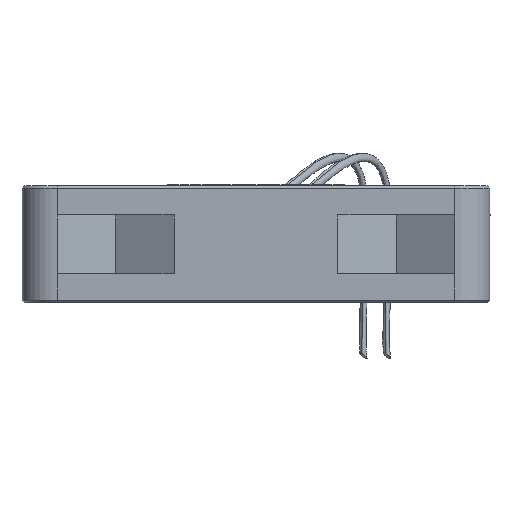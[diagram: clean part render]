
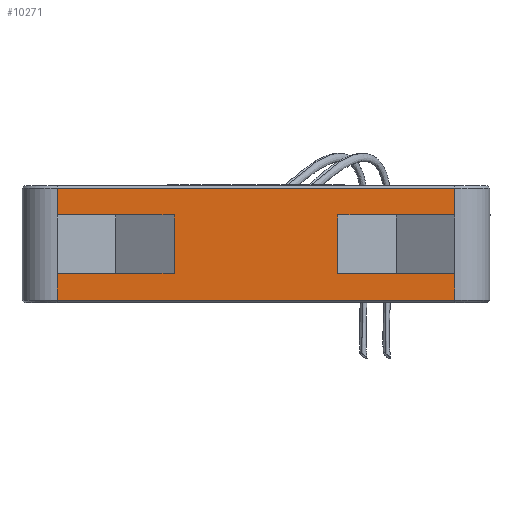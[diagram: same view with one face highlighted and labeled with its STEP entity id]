
A CAD part, left-side view. The second image highlights one B-rep face of the part: STEP entity #10271.
In plain terms, the highlighted planar face has unit normal (-1, 0, 0).
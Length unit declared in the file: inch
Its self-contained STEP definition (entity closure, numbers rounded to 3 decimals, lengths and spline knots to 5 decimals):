
#9 = CARTESIAN_POINT ( 'NONE',  ( -0.7874, -0.66929, 0.19685 ) ) ;
#26 = VERTEX_POINT ( 'NONE', #6306 ) ;
#188 = LINE ( 'NONE', #10478, #9297 ) ;
#386 = AXIS2_PLACEMENT_3D ( 'NONE', #12031, #5824, #7688 ) ;
#397 = EDGE_LOOP ( 'NONE', ( #5774, #12103, #2972, #817, #1578, #6703, #7070, #6619, #1291, #3727, #5806, #10515 ) ) ;
#543 = EDGE_CURVE ( 'NONE', #8872, #3245, #10479, .T. ) ;
#639 = LINE ( 'NONE', #7210, #2577 ) ;
#817 = ORIENTED_EDGE ( 'NONE', *, *, #5419, .F. ) ;
#957 = VECTOR ( 'NONE', #3957, 39.37008 ) ;
#1234 = EDGE_CURVE ( 'NONE', #11914, #3701, #11484, .T. ) ;
#1291 = ORIENTED_EDGE ( 'NONE', *, *, #2678, .T. ) ;
#1341 = DIRECTION ( 'NONE',  ( 0., -1., 0. ) ) ;
#1578 = ORIENTED_EDGE ( 'NONE', *, *, #11266, .T. ) ;
#1669 = CARTESIAN_POINT ( 'NONE',  ( -0.7874, 0.27559, -0.09843 ) ) ;
#1776 = CARTESIAN_POINT ( 'NONE',  ( -0.7874, 0.66929, 0.09843 ) ) ;
#1894 = VECTOR ( 'NONE', #8722, 39.37008 ) ;
#2192 = LINE ( 'NONE', #12004, #6696 ) ;
#2536 = VERTEX_POINT ( 'NONE', #10550 ) ;
#2577 = VECTOR ( 'NONE', #12115, 39.37008 ) ;
#2678 = EDGE_CURVE ( 'NONE', #6933, #6530, #7209, .T. ) ;
#2709 = VECTOR ( 'NONE', #8494, 39.37008 ) ;
#2901 = CARTESIAN_POINT ( 'NONE',  ( -0.7874, -0.66929, -0.09843 ) ) ;
#2972 = ORIENTED_EDGE ( 'NONE', *, *, #7408, .T. ) ;
#3006 = VERTEX_POINT ( 'NONE', #2901 ) ;
#3245 = VERTEX_POINT ( 'NONE', #1669 ) ;
#3293 = EDGE_CURVE ( 'NONE', #8543, #6886, #9471, .T. ) ;
#3347 = CARTESIAN_POINT ( 'NONE',  ( -0.7874, 0.27559, -0.09843 ) ) ;
#3546 = EDGE_CURVE ( 'NONE', #3701, #11215, #10586, .T. ) ;
#3668 = EDGE_CURVE ( 'NONE', #8872, #8543, #9815, .T. ) ;
#3701 = VERTEX_POINT ( 'NONE', #5626 ) ;
#3727 = ORIENTED_EDGE ( 'NONE', *, *, #8335, .T. ) ;
#3957 = DIRECTION ( 'NONE',  ( 0., 0., 1. ) ) ;
#4014 = CARTESIAN_POINT ( 'NONE',  ( -0.7874, -0.66929, 0.18898 ) ) ;
#5052 = LINE ( 'NONE', #9181, #11618 ) ;
#5173 = EDGE_CURVE ( 'NONE', #3245, #2536, #12189, .T. ) ;
#5367 = VECTOR ( 'NONE', #9106, 39.37008 ) ;
#5419 = EDGE_CURVE ( 'NONE', #26, #3006, #639, .T. ) ;
#5626 = CARTESIAN_POINT ( 'NONE',  ( -0.7874, -0.66929, 0.09843 ) ) ;
#5774 = ORIENTED_EDGE ( 'NONE', *, *, #3668, .T. ) ;
#5806 = ORIENTED_EDGE ( 'NONE', *, *, #5173, .F. ) ;
#5824 = DIRECTION ( 'NONE',  ( 1., 0., 0. ) ) ;
#6223 = VECTOR ( 'NONE', #11387, 39.37008 ) ;
#6306 = CARTESIAN_POINT ( 'NONE',  ( -0.7874, -0.27559, -0.09843 ) ) ;
#6530 = VERTEX_POINT ( 'NONE', #1776 ) ;
#6619 = ORIENTED_EDGE ( 'NONE', *, *, #6859, .T. ) ;
#6696 = VECTOR ( 'NONE', #12027, 39.37008 ) ;
#6703 = ORIENTED_EDGE ( 'NONE', *, *, #1234, .T. ) ;
#6730 = CARTESIAN_POINT ( 'NONE',  ( -0.7874, 0.66929, -0.09843 ) ) ;
#6809 = DIRECTION ( 'NONE',  ( 0., 0., -1. ) ) ;
#6859 = EDGE_CURVE ( 'NONE', #11215, #6933, #5052, .T. ) ;
#6878 = CARTESIAN_POINT ( 'NONE',  ( -0.7874, 0.66929, 0.19685 ) ) ;
#6886 = VERTEX_POINT ( 'NONE', #8388 ) ;
#6933 = VERTEX_POINT ( 'NONE', #7928 ) ;
#7070 = ORIENTED_EDGE ( 'NONE', *, *, #3546, .T. ) ;
#7209 = LINE ( 'NONE', #11429, #6223 ) ;
#7210 = CARTESIAN_POINT ( 'NONE',  ( -0.7874, -0.27559, -0.09843 ) ) ;
#7357 = DIRECTION ( 'NONE',  ( 0., 0., 1. ) ) ;
#7408 = EDGE_CURVE ( 'NONE', #6886, #3006, #188, .T. ) ;
#7688 = DIRECTION ( 'NONE',  ( 0., 0., -1. ) ) ;
#7928 = CARTESIAN_POINT ( 'NONE',  ( -0.7874, 0.66929, 0.18898 ) ) ;
#8335 = EDGE_CURVE ( 'NONE', #6530, #2536, #2192, .T. ) ;
#8388 = CARTESIAN_POINT ( 'NONE',  ( -0.7874, -0.66929, -0.18898 ) ) ;
#8494 = DIRECTION ( 'NONE',  ( 0., -1., 0. ) ) ;
#8516 = CARTESIAN_POINT ( 'NONE',  ( -0.7874, -0.66929, -0.18898 ) ) ;
#8543 = VERTEX_POINT ( 'NONE', #10019 ) ;
#8722 = DIRECTION ( 'NONE',  ( 0., 0., 1. ) ) ;
#8872 = VERTEX_POINT ( 'NONE', #6730 ) ;
#9054 = VECTOR ( 'NONE', #7357, 39.37008 ) ;
#9092 = CARTESIAN_POINT ( 'NONE',  ( -0.7874, -0.27559, 0.09843 ) ) ;
#9106 = DIRECTION ( 'NONE',  ( 0., -1., 0. ) ) ;
#9148 = VECTOR ( 'NONE', #6809, 39.37008 ) ;
#9181 = CARTESIAN_POINT ( 'NONE',  ( -0.7874, -0.7874, 0.18898 ) ) ;
#9247 = DIRECTION ( 'NONE',  ( 0., 1., 0. ) ) ;
#9297 = VECTOR ( 'NONE', #9665, 39.37008 ) ;
#9471 = LINE ( 'NONE', #8516, #2709 ) ;
#9665 = DIRECTION ( 'NONE',  ( 0., 0., 1. ) ) ;
#9712 = FACE_OUTER_BOUND ( 'NONE', #397, .T. ) ;
#9815 = LINE ( 'NONE', #6878, #9148 ) ;
#10019 = CARTESIAN_POINT ( 'NONE',  ( -0.7874, 0.66929, -0.18898 ) ) ;
#10271 = ADVANCED_FACE ( 'NONE', ( #9712 ), #11915, .F. ) ;
#10478 = CARTESIAN_POINT ( 'NONE',  ( -0.7874, -0.66929, 0.19685 ) ) ;
#10479 = LINE ( 'NONE', #3347, #10904 ) ;
#10509 = CARTESIAN_POINT ( 'NONE',  ( -0.7874, -0.27559, -0.09843 ) ) ;
#10515 = ORIENTED_EDGE ( 'NONE', *, *, #543, .F. ) ;
#10550 = CARTESIAN_POINT ( 'NONE',  ( -0.7874, 0.27559, 0.09843 ) ) ;
#10586 = LINE ( 'NONE', #9, #9054 ) ;
#10608 = CARTESIAN_POINT ( 'NONE',  ( -0.7874, -0.27559, 0.09843 ) ) ;
#10904 = VECTOR ( 'NONE', #1341, 39.37008 ) ;
#11059 = LINE ( 'NONE', #10509, #957 ) ;
#11215 = VERTEX_POINT ( 'NONE', #4014 ) ;
#11266 = EDGE_CURVE ( 'NONE', #26, #11914, #11059, .T. ) ;
#11387 = DIRECTION ( 'NONE',  ( 0., 0., -1. ) ) ;
#11429 = CARTESIAN_POINT ( 'NONE',  ( -0.7874, 0.66929, 0.19685 ) ) ;
#11484 = LINE ( 'NONE', #9092, #5367 ) ;
#11618 = VECTOR ( 'NONE', #9247, 39.37008 ) ;
#11914 = VERTEX_POINT ( 'NONE', #10608 ) ;
#11915 = PLANE ( 'NONE',  #386 ) ;
#12004 = CARTESIAN_POINT ( 'NONE',  ( -0.7874, 0.27559, 0.09843 ) ) ;
#12027 = DIRECTION ( 'NONE',  ( 0., -1., 0. ) ) ;
#12031 = CARTESIAN_POINT ( 'NONE',  ( -0.7874, -0.7874, 0.19685 ) ) ;
#12097 = CARTESIAN_POINT ( 'NONE',  ( -0.7874, 0.27559, -0.09843 ) ) ;
#12103 = ORIENTED_EDGE ( 'NONE', *, *, #3293, .T. ) ;
#12115 = DIRECTION ( 'NONE',  ( 0., -1., 0. ) ) ;
#12189 = LINE ( 'NONE', #12097, #1894 ) ;
